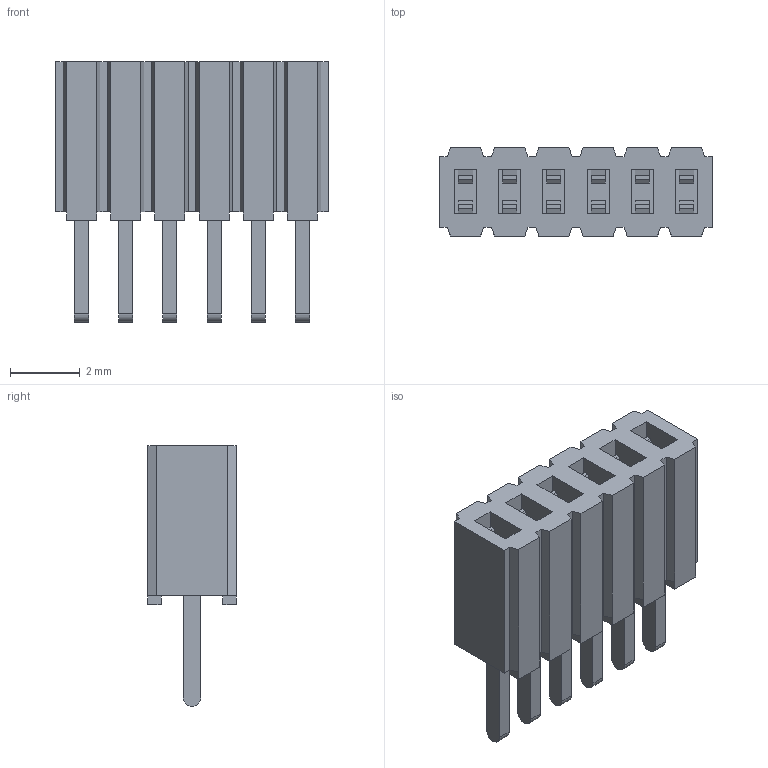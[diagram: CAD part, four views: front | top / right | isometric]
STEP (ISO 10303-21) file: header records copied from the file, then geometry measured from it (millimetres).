
FILE_DESCRIPTION(('FreeCAD Model'),'2;1');
FILE_NAME('Open CASCADE Shape Model','2025-01-06T12:16:17',(''),(''), 'Open CASCADE STEP processor 7.8','FreeCAD','Unknown');
FILE_SCHEMA(('AUTOMOTIVE_DESIGN { 1 0 10303 214 1 1 1 1 }'));
Length unit declared in the file: millimetre
Products named in the file (2): C-29-01-06-S; SLM-106-01-S_socket
Bounding box: 7.85 x 2.54 x 7.49 mm (x, y, z)
Volume: 74.6 mm3; surface area: 348.5 mm2
Topology: 2 solids, 2 shells, 232 faces, 624 edges, 408 vertices
Faces by surface type: plane 226, cylinder 6
Entity records: 7128 total; most frequent: CARTESIAN_POINT 1265, ORIENTED_EDGE 1248, DIRECTION 1102, EDGE_CURVE 624, LINE 612, VECTOR 612, VERTEX_POINT 408, AXIS2_PLACEMENT_3D 245
